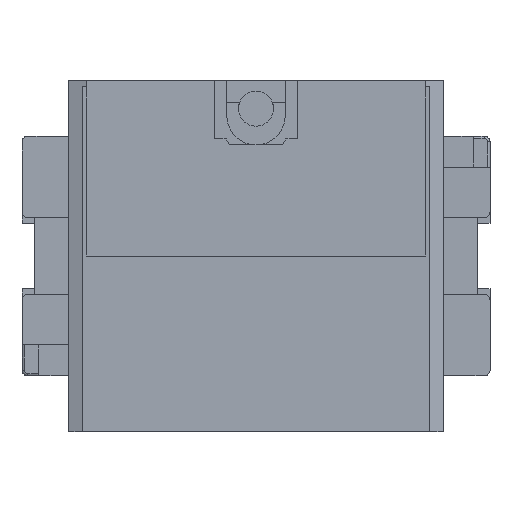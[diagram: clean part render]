
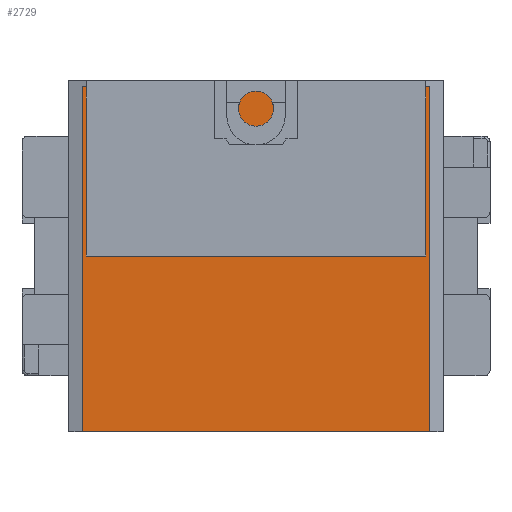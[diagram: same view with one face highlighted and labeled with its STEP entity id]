
A CAD part, front view. The second image highlights one B-rep face of the part: STEP entity #2729.
In plain terms, the highlighted planar face has unit normal (0, -1, 0).
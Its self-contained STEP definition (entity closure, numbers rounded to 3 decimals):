
#2439=DIRECTION('',(1.,0.,0.));
#2440=VECTOR('',#2439,29.7);
#2441=CARTESIAN_POINT('',(-14.85,-17.8,0.));
#2442=LINE('',#2441,#2440);
#2499=DIRECTION('',(0.,0.,1.));
#2500=VECTOR('',#2499,29.5);
#2501=CARTESIAN_POINT('',(-14.85,-17.8,0.));
#2502=LINE('',#2501,#2500);
#2503=DIRECTION('',(1.,0.,0.));
#2504=VECTOR('',#2503,1.95);
#2505=CARTESIAN_POINT('',(-14.85,-17.8,29.5));
#2506=LINE('',#2505,#2504);
#2507=DIRECTION('',(0.,0.,-1.));
#2508=VECTOR('',#2507,0.5);
#2509=CARTESIAN_POINT('',(-12.9,-17.8,30.));
#2510=LINE('',#2509,#2508);
#2511=DIRECTION('',(0.,0.,-1.));
#2512=VECTOR('',#2511,0.5);
#2513=CARTESIAN_POINT('',(12.9,-17.8,30.));
#2514=LINE('',#2513,#2512);
#2515=DIRECTION('',(1.,0.,0.));
#2516=VECTOR('',#2515,1.95);
#2517=CARTESIAN_POINT('',(12.9,-17.8,29.5));
#2518=LINE('',#2517,#2516);
#2519=DIRECTION('',(0.,0.,1.));
#2520=VECTOR('',#2519,29.5);
#2521=CARTESIAN_POINT('',(14.85,-17.8,0.));
#2522=LINE('',#2521,#2520);
#2551=DIRECTION('',(1.,0.,0.));
#2552=VECTOR('',#2551,25.8);
#2553=CARTESIAN_POINT('',(-12.9,-17.8,30.));
#2554=LINE('',#2553,#2552);
#2583=CARTESIAN_POINT('',(-12.9,-17.8,30.));
#2585=VERTEX_POINT('',#2583);
#2593=CARTESIAN_POINT('',(12.9,-17.8,30.));
#2594=VERTEX_POINT('',#2593);
#2595=CARTESIAN_POINT('',(-12.9,-17.8,29.5));
#2596=VERTEX_POINT('',#2595);
#2597=CARTESIAN_POINT('',(12.9,-17.8,29.5));
#2598=VERTEX_POINT('',#2597);
#2607=CARTESIAN_POINT('',(-14.85,-17.8,0.));
#2608=VERTEX_POINT('',#2607);
#2613=CARTESIAN_POINT('',(14.85,-17.8,0.));
#2614=VERTEX_POINT('',#2613);
#2615=CARTESIAN_POINT('',(-14.85,-17.8,29.5));
#2616=VERTEX_POINT('',#2615);
#2617=CARTESIAN_POINT('',(14.85,-17.8,29.5));
#2618=VERTEX_POINT('',#2617);
#2710=CARTESIAN_POINT('',(-16.,-17.8,0.));
#2711=DIRECTION('',(0.,-1.,0.));
#2712=DIRECTION('',(1.,0.,0.));
#2713=AXIS2_PLACEMENT_3D('',#2710,#2711,#2712);
#2714=PLANE('',#2713);
#2715=ORIENTED_EDGE('',*,*,#2705,.T.);
#2716=ORIENTED_EDGE('',*,*,#2676,.T.);
#2718=ORIENTED_EDGE('',*,*,#2717,.F.);
#2720=ORIENTED_EDGE('',*,*,#2719,.T.);
#2722=ORIENTED_EDGE('',*,*,#2721,.T.);
#2723=ORIENTED_EDGE('',*,*,#2688,.T.);
#2725=ORIENTED_EDGE('',*,*,#2724,.F.);
#2726=ORIENTED_EDGE('',*,*,#2632,.F.);
#2727=EDGE_LOOP('',(#2715,#2716,#2718,#2720,#2722,#2723,#2725,#2726));
#2728=FACE_OUTER_BOUND('',#2727,.F.);
#2729=ADVANCED_FACE('',(#2728),#2714,.T.);
#2632=EDGE_CURVE('',#2608,#2614,#2442,.T.);
#2676=EDGE_CURVE('',#2616,#2596,#2506,.T.);
#2688=EDGE_CURVE('',#2598,#2618,#2518,.T.);
#2705=EDGE_CURVE('',#2608,#2616,#2502,.T.);
#2717=EDGE_CURVE('',#2585,#2596,#2510,.T.);
#2719=EDGE_CURVE('',#2585,#2594,#2554,.T.);
#2721=EDGE_CURVE('',#2594,#2598,#2514,.T.);
#2724=EDGE_CURVE('',#2614,#2618,#2522,.T.);
